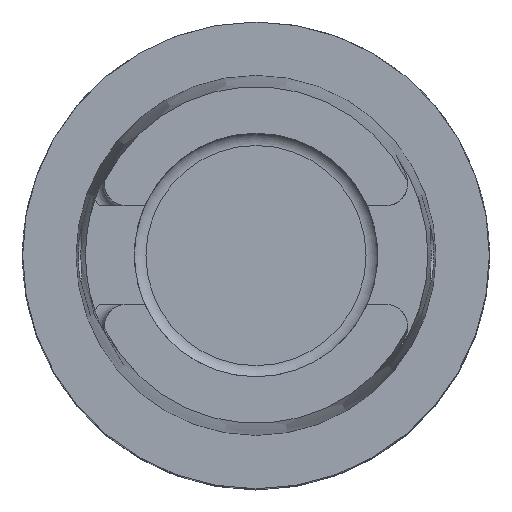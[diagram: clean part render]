
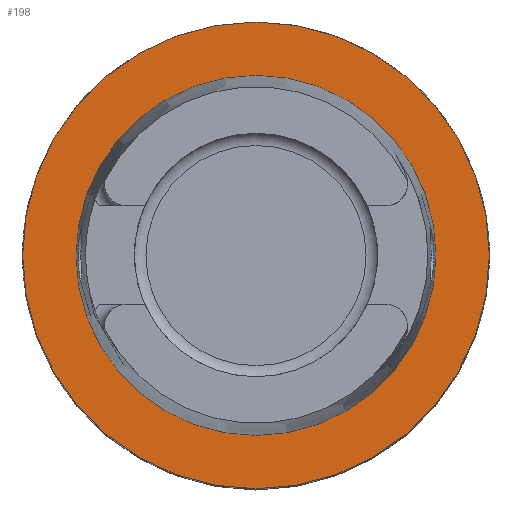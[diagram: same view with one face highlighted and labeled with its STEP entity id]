
A CAD part, top view. The second image highlights one B-rep face of the part: STEP entity #198.
In plain terms, the highlighted planar face has unit normal (0, 0, 1).
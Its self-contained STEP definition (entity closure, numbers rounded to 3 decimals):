
#70=PLANE('',#1562);
#198=ADVANCED_FACE('',(#266,#267),#70,.F.);
#266=FACE_BOUND('',#360,.T.);
#267=FACE_BOUND('',#361,.T.);
#360=EDGE_LOOP('',(#802));
#361=EDGE_LOOP('',(#803));
#480=CIRCLE('',#1488,24.97);
#509=CIRCLE('',#1561,19.255);
#802=ORIENTED_EDGE('',*,*,#1225,.F.);
#803=ORIENTED_EDGE('',*,*,#1113,.F.);
#970=VERTEX_POINT('',#2105);
#1040=VERTEX_POINT('',#2547);
#1113=EDGE_CURVE('',#970,#970,#480,.T.);
#1225=EDGE_CURVE('',#1040,#1040,#509,.T.);
#1488=AXIS2_PLACEMENT_3D('',#2104,#1664,#1665);
#1561=AXIS2_PLACEMENT_3D('',#2546,#1865,#1866);
#1562=AXIS2_PLACEMENT_3D('',#2548,#1867,#1868);
#1664=DIRECTION('',(0.,0.,-1.));
#1665=DIRECTION('',(-1.,0.,0.));
#1865=DIRECTION('',(0.,0.,1.));
#1866=DIRECTION('',(-1.,0.,0.));
#1867=DIRECTION('',(0.,0.,-1.));
#1868=DIRECTION('',(-1.,0.,0.));
#2104=CARTESIAN_POINT('',(0.,0.,0.));
#2105=CARTESIAN_POINT('',(-24.97,0.,0.));
#2546=CARTESIAN_POINT('',(0.,0.,0.));
#2547=CARTESIAN_POINT('',(-19.255,0.,0.));
#2548=CARTESIAN_POINT('',(0.,-20.365,0.));
